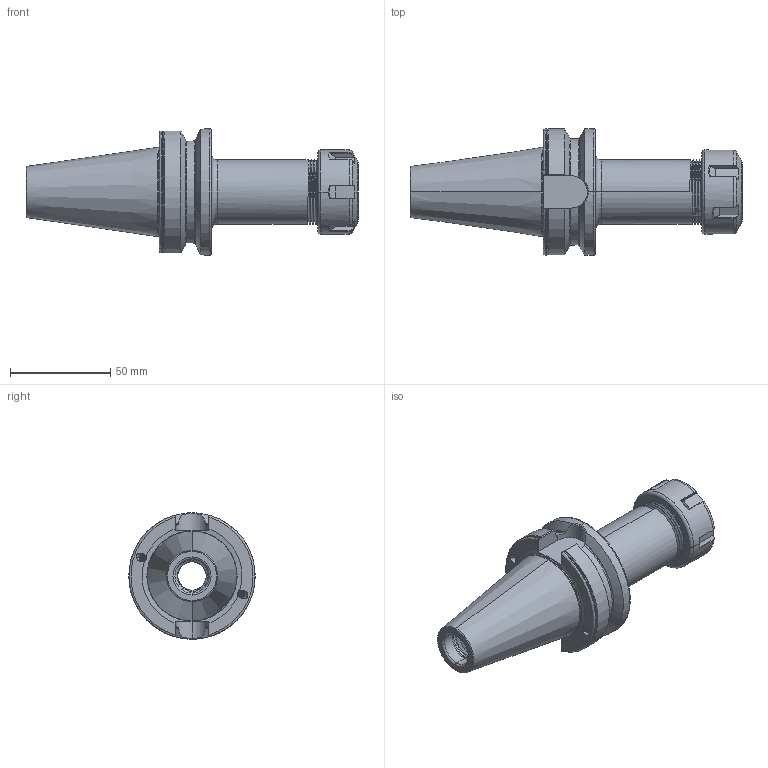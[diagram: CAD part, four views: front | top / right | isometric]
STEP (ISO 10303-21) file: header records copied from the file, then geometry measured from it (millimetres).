
FILE_DESCRIPTION (( 'STEP AP203' ), '1' );
FILE_NAME ('DC.406.02.16.1.STEP', '2017-10-18T01:42:41', ( '' ), ( '' ), 'SwSTEP 2.0', 'SolidWorks 2012', '' );
FILE_SCHEMA (( 'CONFIG_CONTROL_DESIGN' ));
Length unit declared in the file: millimetre
Products named in the file (3): DC.406.02.16.1; 2-01.100.0250200C7_ER25螺帽(六溝)
Assembly tree (2 placements, depth 2):
  DC.406.02.16.1
    DC.406.02.16.1
    2-01.100.0250200C7_ER25螺帽(六溝)
Bounding box: 165.4 x 63 x 63 mm (x, y, z)
Volume: 162573 mm3; surface area: 42686.6 mm2
Topology: 2 solids, 2 shells, 339 faces, 907 edges, 571 vertices
Faces by surface type: cylinder 117, plane 74, torus 64, bspline 54, cone 30
Entity records: 22227 total; most frequent: CARTESIAN_POINT 14545, ORIENTED_EDGE 1814, DIRECTION 1257, EDGE_CURVE 907, VERTEX_POINT 571, AXIS2_PLACEMENT_3D 509, EDGE_LOOP 346, FACE_OUTER_BOUND 339
